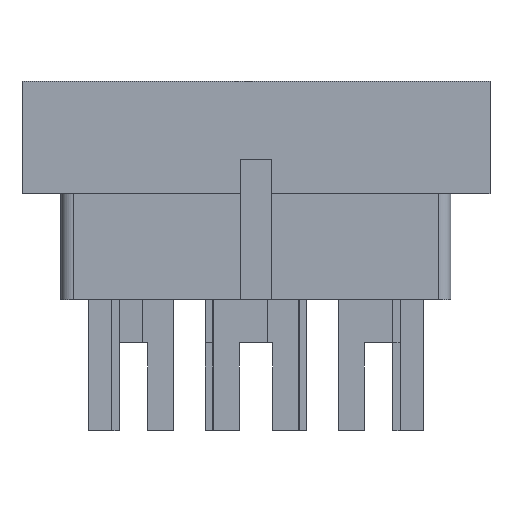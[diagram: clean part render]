
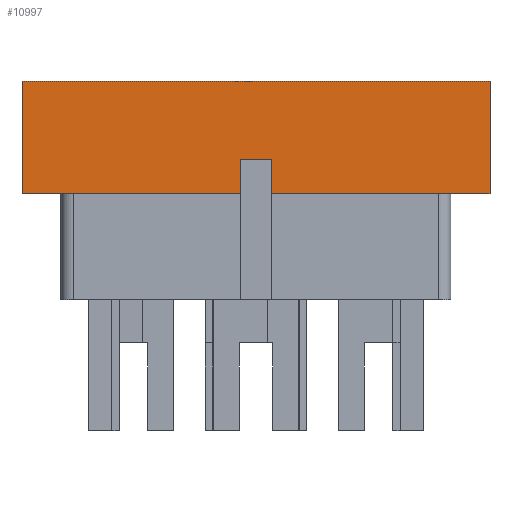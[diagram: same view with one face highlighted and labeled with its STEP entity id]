
A CAD part, front view. The second image highlights one B-rep face of the part: STEP entity #10997.
In plain terms, the highlighted planar face has unit normal (0, -1, 0).
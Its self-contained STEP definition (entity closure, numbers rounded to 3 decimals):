
#3610=CARTESIAN_POINT('',(-9.906,-13.945,10.643));
#3611=VERTEX_POINT('',#3610);
#3612=CARTESIAN_POINT('',(9.144,-13.945,10.643));
#3613=VERTEX_POINT('',#3612);
#3614=CARTESIAN_POINT('',(-9.906,-13.945,10.643));
#3615=DIRECTION('',(1.0,0.0,0.0));
#3616=VECTOR('',#3615,19.05);
#3617=LINE('',#3614,#3616);
#3618=EDGE_CURVE('',#3611,#3613,#3617,.T.);
#4254=CARTESIAN_POINT('',(-9.906,-13.945,6.071));
#4255=VERTEX_POINT('',#4254);
#4256=CARTESIAN_POINT('',(-9.906,-13.945,10.643));
#4257=DIRECTION('',(0.0,0.0,-1.0));
#4258=VECTOR('',#4257,4.572);
#4259=LINE('',#4256,#4258);
#4260=EDGE_CURVE('',#3611,#4255,#4259,.T.);
#4353=CARTESIAN_POINT('',(9.144,-13.945,6.071));
#4354=VERTEX_POINT('',#4353);
#4361=CARTESIAN_POINT('',(0.254,-13.945,6.071));
#4362=VERTEX_POINT('',#4361);
#4363=CARTESIAN_POINT('',(0.254,-13.945,6.071));
#4364=DIRECTION('',(1.0,0.0,0.0));
#4365=VECTOR('',#4364,8.89);
#4366=LINE('',#4363,#4365);
#4367=EDGE_CURVE('',#4362,#4354,#4366,.T.);
#4453=CARTESIAN_POINT('',(-1.016,-13.945,6.071));
#4454=VERTEX_POINT('',#4453);
#4461=CARTESIAN_POINT('',(-9.906,-13.945,6.071));
#4462=DIRECTION('',(1.0,0.0,0.0));
#4463=VECTOR('',#4462,8.89);
#4464=LINE('',#4461,#4463);
#4465=EDGE_CURVE('',#4255,#4454,#4464,.T.);
#10692=CARTESIAN_POINT('',(-1.016,-13.945,7.442));
#10693=VERTEX_POINT('',#10692);
#10700=CARTESIAN_POINT('',(-1.016,-13.945,6.071));
#10701=DIRECTION('',(0.0,0.0,1.0));
#10702=VECTOR('',#10701,1.372);
#10703=LINE('',#10700,#10702);
#10704=EDGE_CURVE('',#4454,#10693,#10703,.T.);
#10877=CARTESIAN_POINT('',(0.254,-13.945,7.442));
#10878=VERTEX_POINT('',#10877);
#10879=CARTESIAN_POINT('',(0.254,-13.945,6.071));
#10880=DIRECTION('',(0.0,0.0,1.0));
#10881=VECTOR('',#10880,1.372);
#10882=LINE('',#10879,#10881);
#10883=EDGE_CURVE('',#4362,#10878,#10882,.T.);
#10928=CARTESIAN_POINT('',(0.254,-13.945,7.442));
#10929=DIRECTION('',(-1.0,0.0,0.0));
#10930=VECTOR('',#10929,1.27);
#10931=LINE('',#10928,#10930);
#10932=EDGE_CURVE('',#10878,#10693,#10931,.T.);
#10977=CARTESIAN_POINT('',(-10.859,-13.945,5.842));
#10978=DIRECTION('',(0.0,-1.0,0.0));
#10979=DIRECTION('',(0.0,0.0,-1.0));
#10980=AXIS2_PLACEMENT_3D('',#10977,#10978,#10979);
#10981=PLANE('',#10980);
#10982=ORIENTED_EDGE('',*,*,#10883,.F.);
#10983=ORIENTED_EDGE('',*,*,#4367,.T.);
#10984=CARTESIAN_POINT('',(9.144,-13.945,10.643));
#10985=DIRECTION('',(0.0,0.0,-1.0));
#10986=VECTOR('',#10985,4.572);
#10987=LINE('',#10984,#10986);
#10988=EDGE_CURVE('',#3613,#4354,#10987,.T.);
#10989=ORIENTED_EDGE('',*,*,#10988,.F.);
#10990=ORIENTED_EDGE('',*,*,#3618,.F.);
#10991=ORIENTED_EDGE('',*,*,#4260,.T.);
#10992=ORIENTED_EDGE('',*,*,#4465,.T.);
#10993=ORIENTED_EDGE('',*,*,#10704,.T.);
#10994=ORIENTED_EDGE('',*,*,#10932,.F.);
#10995=EDGE_LOOP('',(#10982,#10983,#10989,#10990,#10991,#10992,#10993,#10994));
#10996=FACE_OUTER_BOUND('',#10995,.T.);
#10997=ADVANCED_FACE('',(#10996),#10981,.T.);
